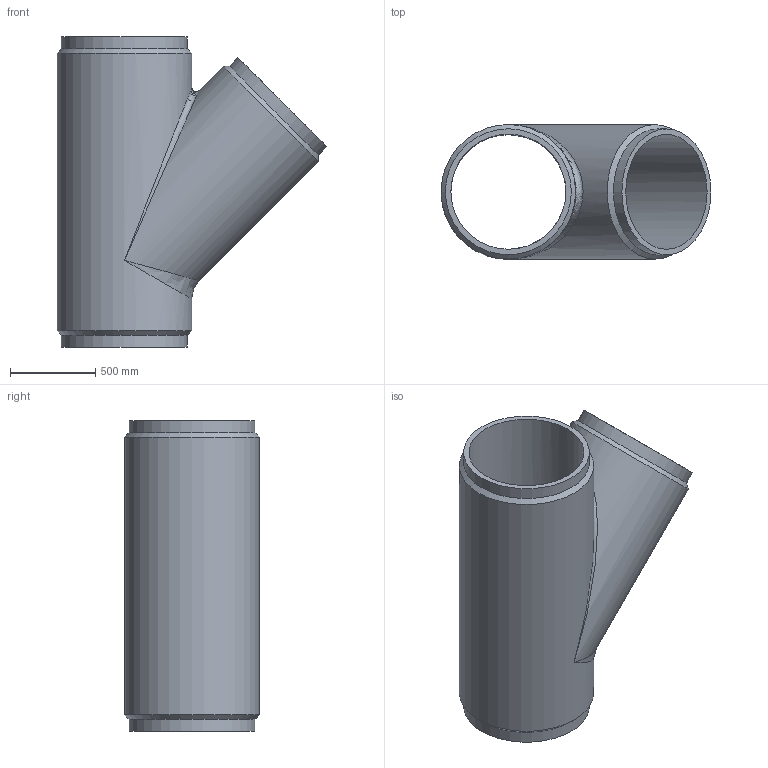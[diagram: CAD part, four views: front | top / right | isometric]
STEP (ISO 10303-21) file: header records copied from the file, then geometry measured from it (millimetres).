
FILE_DESCRIPTION(/* description */ ('26 1/2" ID x 2 1/4" WALL x 45° HCWI LATERAL, 19 1/2" x 51" x 51", ASTM A532 CLASS III TYPE A, LEVEL 2, PF#(TBD)'),/* implementation_level */ '2;1');
FILE_NAME(/* name */ 'A1-19037-100-05 HCWI lateral - cast 12-16-19.stp',/* time_stamp */ '2019-12-16T09:24:30-07:00',/* author */ ('Krista_Skinner'),/* organization */ (''),/* preprocessor_version */ 'ST-DEVELOPER v16.5',/* originating_system */ 'Autodesk Inventor 2017',/* authorisation */ '');
FILE_SCHEMA (('AUTOMOTIVE_DESIGN { 1 0 10303 214 3 1 1 }'));
Length unit declared in the file: inch
Products named in the file (1): A1-19037-100-05 HCWI lateral - cast
Bounding box: 1578.95 x 787.4 x 1815.8 mm (x, y, z)
Volume: 308348062.3 mm3; surface area: 11491491.9 mm2
Topology: 1 solids, 1 shells, 17 faces, 43 edges, 21 vertices
Faces by surface type: cylinder 7, bspline 4, plane 3, cone 3
Full cylindrical faces by diameter (mm): 673.1 x2, 736.6 x3, 787.4 x2
Entity records: 1076 total; most frequent: CARTESIAN_POINT 744, DIRECTION 68, ORIENTED_EDGE 40, AXIS2_PLACEMENT_3D 34, EDGE_LOOP 32, EDGE_CURVE 20, FACE_OUTER_BOUND 17, ADVANCED_FACE 17
